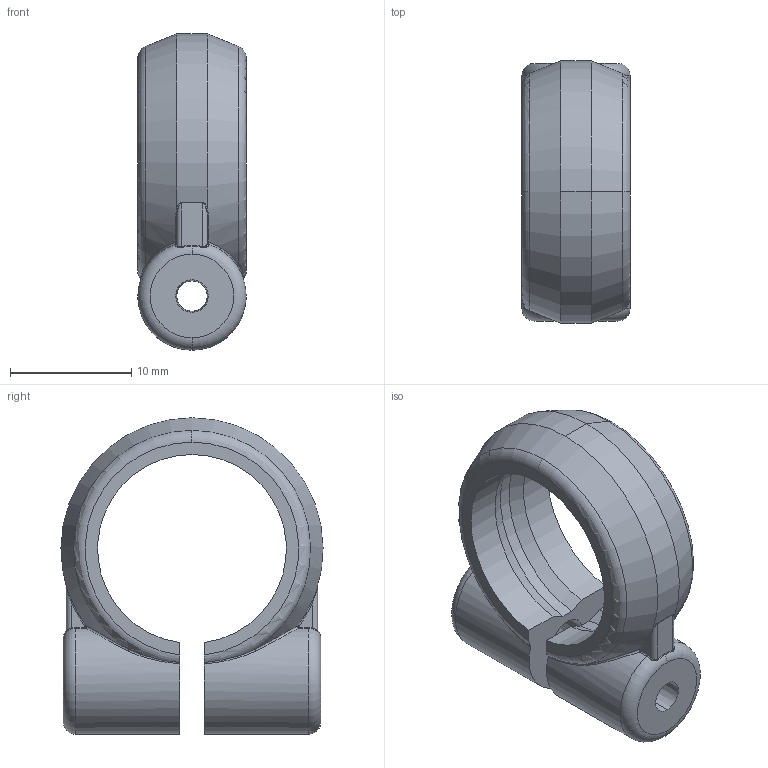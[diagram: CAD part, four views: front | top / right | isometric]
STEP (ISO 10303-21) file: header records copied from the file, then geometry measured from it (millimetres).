
FILE_DESCRIPTION (( 'STEP AP203' ), '1' );
FILE_NAME ('1-4 Element Clamp.STEP', '2005-02-04T21:41:10', ( 'mark lockwood' ), ( 'lockwood products inc.' ), 'SwSTEP 2.0', 'SolidWorks 2004146', '' );
FILE_SCHEMA (( 'CONFIG_CONTROL_DESIGN' ));
Length unit declared in the file: inch
Products named in the file (1): 1-4 Element Clamp
Bounding box: 8.94 x 21.59 x 26.05 mm (x, y, z)
Volume: 1896.9 mm3; surface area: 1870.1 mm2
Topology: 1 solids, 1 shells, 89 faces, 216 edges, 129 vertices
Faces by surface type: bspline 24, cylinder 22, torus 15, cone 12, plane 12, sphere 4
Entity records: 7011 total; most frequent: CARTESIAN_POINT 4973, ORIENTED_EDGE 432, DIRECTION 384, EDGE_CURVE 216, AXIS2_PLACEMENT_3D 170, VERTEX_POINT 129, CIRCLE 104, EDGE_LOOP 93
